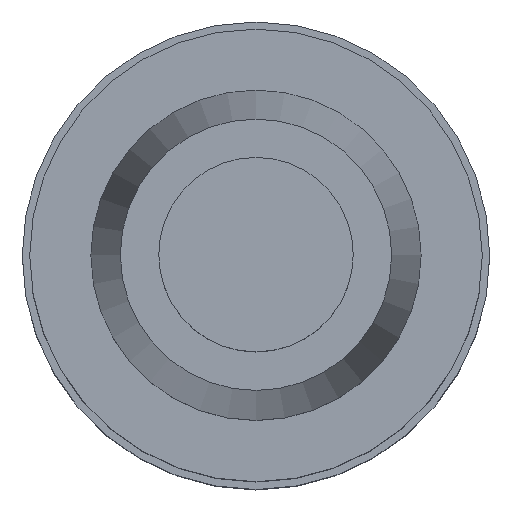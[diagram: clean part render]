
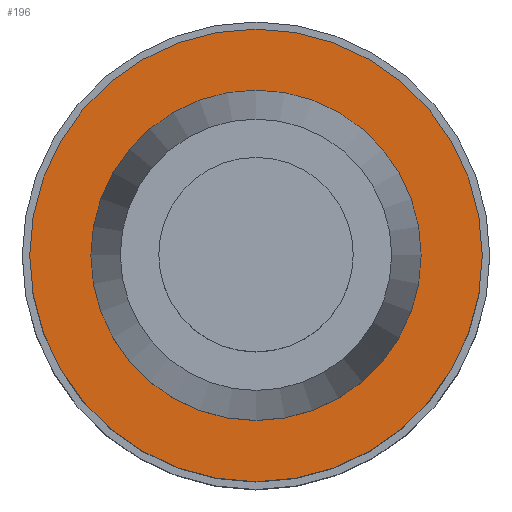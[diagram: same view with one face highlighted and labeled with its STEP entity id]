
A CAD part, top view. The second image highlights one B-rep face of the part: STEP entity #196.
In plain terms, the highlighted free-form (B-spline) face has degree [1, 1] with [2, 2] control points.
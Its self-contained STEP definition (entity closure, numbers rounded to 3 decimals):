
#152 = VERTEX_POINT('', #153);
#153 = CARTESIAN_POINT('', (-8.83, 0., 0.));
#159 = EDGE_CURVE('', #152, #160, #162, .T.);
#160 = VERTEX_POINT('', #161);
#161 = CARTESIAN_POINT('', (8.83, 0., 0.));
#162 = CIRCLE('', #163, 8.83);
#163 = AXIS2_PLACEMENT_3D('', #164, #165, #166);
#164 = CARTESIAN_POINT('', (0., 0., 0.));
#165 = DIRECTION('', (0., 0., 1.));
#166 = DIRECTION('', (1., 0., 0.));
#168 = EDGE_CURVE('', #160, #152, #169, .T.);
#169 = CIRCLE('', #170, 8.83);
#170 = AXIS2_PLACEMENT_3D('', #171, #172, #173);
#171 = CARTESIAN_POINT('', (0., 0., 0.));
#172 = DIRECTION('', (0., 0., 1.));
#173 = DIRECTION('', (1., 0., 0.));
#196 = ADVANCED_FACE('', (#197, #217), #221, .T.);
#197 = FACE_OUTER_BOUND('', #198, .T.);
#198 = EDGE_LOOP('', (#199, #210));
#199 = ORIENTED_EDGE('', *, *, #200, .T.);
#200 = EDGE_CURVE('', #201, #203, #205, .T.);
#201 = VERTEX_POINT('', #202);
#202 = CARTESIAN_POINT('', (12.1, 0., 0.));
#203 = VERTEX_POINT('', #204);
#204 = CARTESIAN_POINT('', (-12.1, 0., 0.));
#205 = CIRCLE('', #206, 12.1);
#206 = AXIS2_PLACEMENT_3D('', #207, #208, #209);
#207 = CARTESIAN_POINT('', (0., 0., 0.));
#208 = DIRECTION('', (0., 0., 1.));
#209 = DIRECTION('', (1., 0., 0.));
#210 = ORIENTED_EDGE('', *, *, #211, .T.);
#211 = EDGE_CURVE('', #203, #201, #212, .T.);
#212 = CIRCLE('', #213, 12.1);
#213 = AXIS2_PLACEMENT_3D('', #214, #215, #216);
#214 = CARTESIAN_POINT('', (0., 0., 0.));
#215 = DIRECTION('', (0., 0., 1.));
#216 = DIRECTION('', (1., 0., 0.));
#217 = FACE_BOUND('', #218, .T.);
#218 = EDGE_LOOP('', (#219, #220));
#219 = ORIENTED_EDGE('', *, *, #168, .F.);
#220 = ORIENTED_EDGE('', *, *, #159, .F.);
#221 = B_SPLINE_SURFACE_WITH_KNOTS('', 1, 1, ((#222, #223), (#224, #225)), .UNSPECIFIED., .F., .F., .U., (2, 2), (2, 2), (-12.101, 12.101), (-0.001, 24.201), .UNSPECIFIED.);
#222 = CARTESIAN_POINT('', (12.101, 12.101, 0.));
#223 = CARTESIAN_POINT('', (12.101, -12.101, 0.));
#224 = CARTESIAN_POINT('', (-12.101, 12.101, 0.));
#225 = CARTESIAN_POINT('', (-12.101, -12.101, 0.));
